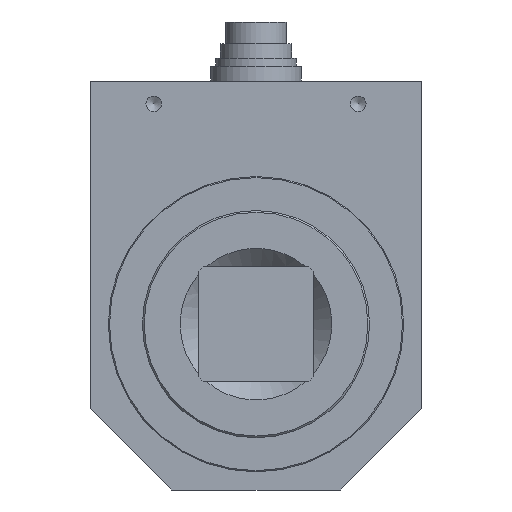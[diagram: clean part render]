
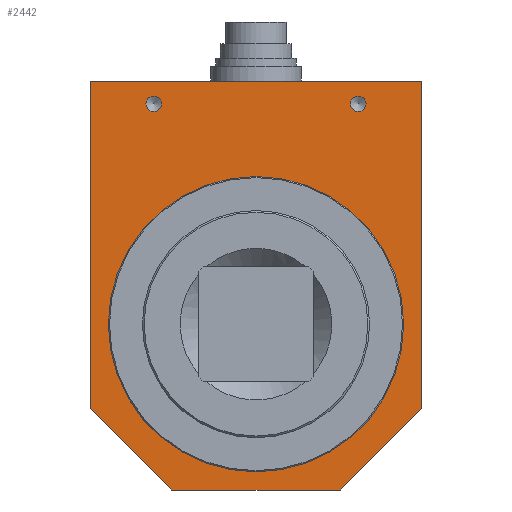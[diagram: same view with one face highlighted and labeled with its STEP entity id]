
A CAD part, left-side view. The second image highlights one B-rep face of the part: STEP entity #2442.
In plain terms, the highlighted planar face has unit normal (-1, 0, 0).
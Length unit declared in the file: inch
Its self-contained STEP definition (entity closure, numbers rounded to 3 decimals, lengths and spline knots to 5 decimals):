
#796=CARTESIAN_POINT('',(-0.865,-0.19882,2.27382));
#797=VERTEX_POINT('',#796);
#798=CARTESIAN_POINT('',(-0.865,-0.19882,2.20646));
#799=DIRECTION('',(1.0,0.0,0.0));
#800=DIRECTION('',(0.0,0.0,-1.0));
#801=AXIS2_PLACEMENT_3D('',#798,#799,#800);
#802=CIRCLE('',#801,0.06736);
#803=EDGE_CURVE('',#797,#797,#802,.T.);
#907=CARTESIAN_POINT('',(-0.865,1.57283,2.27382));
#908=VERTEX_POINT('',#907);
#909=CARTESIAN_POINT('',(-0.865,1.57283,2.20646));
#910=DIRECTION('',(1.0,0.0,0.0));
#911=DIRECTION('',(0.0,0.0,-1.0));
#912=AXIS2_PLACEMENT_3D('',#909,#910,#911);
#913=CIRCLE('',#912,0.06736);
#914=EDGE_CURVE('',#908,#908,#913,.T.);
#1746=CARTESIAN_POINT('',(-0.865,0.68701,1.57654));
#1747=VERTEX_POINT('',#1746);
#1748=CARTESIAN_POINT('',(-0.865,0.68701,0.29701));
#1749=DIRECTION('',(1.0,0.0,0.0));
#1750=DIRECTION('',(0.0,0.0,-1.0));
#1751=AXIS2_PLACEMENT_3D('',#1748,#1749,#1750);
#1752=CIRCLE('',#1751,1.27953);
#1753=EDGE_CURVE('',#1747,#1747,#1752,.T.);
#2321=CARTESIAN_POINT('',(-0.865,1.41535,-1.14));
#2322=VERTEX_POINT('',#2321);
#2330=CARTESIAN_POINT('',(-0.865,-0.04134,-1.14));
#2331=VERTEX_POINT('',#2330);
#2338=CARTESIAN_POINT('',(-0.865,1.41535,-1.14));
#2339=DIRECTION('',(0.0,-1.0,0.0));
#2340=VECTOR('',#2339,1.45669);
#2341=LINE('',#2338,#2340);
#2342=EDGE_CURVE('',#2322,#2331,#2341,.T.);
#2352=CARTESIAN_POINT('',(-0.865,-0.75,-0.43134));
#2353=VERTEX_POINT('',#2352);
#2361=CARTESIAN_POINT('',(-0.865,-0.75,2.40331));
#2362=VERTEX_POINT('',#2361);
#2369=CARTESIAN_POINT('',(-0.865,-0.75,-0.43134));
#2370=DIRECTION('',(0.0,0.0,1.0));
#2371=VECTOR('',#2370,2.83465);
#2372=LINE('',#2369,#2371);
#2373=EDGE_CURVE('',#2353,#2362,#2372,.T.);
#2391=CARTESIAN_POINT('',(-0.865,-0.75,-0.43134));
#2392=DIRECTION('',(0.0,0.707,-0.707));
#2393=VECTOR('',#2392,1.0022);
#2394=LINE('',#2391,#2393);
#2395=EDGE_CURVE('',#2353,#2331,#2394,.T.);
#2401=CARTESIAN_POINT('',(-0.865,0.68701,0.39543));
#2402=DIRECTION('',(1.0,0.0,0.0));
#2403=DIRECTION('',(0.0,0.0,-1.0));
#2404=AXIS2_PLACEMENT_3D('',#2401,#2402,#2403);
#2405=PLANE('',#2404);
#2406=CARTESIAN_POINT('',(-0.865,2.12402,-0.43134));
#2407=VERTEX_POINT('',#2406);
#2408=CARTESIAN_POINT('',(-0.865,1.41535,-1.14));
#2409=DIRECTION('',(0.0,0.707,0.707));
#2410=VECTOR('',#2409,1.0022);
#2411=LINE('',#2408,#2410);
#2412=EDGE_CURVE('',#2322,#2407,#2411,.T.);
#2413=ORIENTED_EDGE('',*,*,#2412,.F.);
#2414=ORIENTED_EDGE('',*,*,#2342,.T.);
#2415=ORIENTED_EDGE('',*,*,#2395,.F.);
#2416=ORIENTED_EDGE('',*,*,#2373,.T.);
#2417=CARTESIAN_POINT('',(-0.865,2.12402,2.40331));
#2418=VERTEX_POINT('',#2417);
#2419=CARTESIAN_POINT('',(-0.865,2.12402,2.40331));
#2420=DIRECTION('',(0.0,-1.0,0.0));
#2421=VECTOR('',#2420,2.87402);
#2422=LINE('',#2419,#2421);
#2423=EDGE_CURVE('',#2418,#2362,#2422,.T.);
#2424=ORIENTED_EDGE('',*,*,#2423,.F.);
#2425=CARTESIAN_POINT('',(-0.865,2.12402,2.40331));
#2426=DIRECTION('',(0.0,0.0,-1.0));
#2427=VECTOR('',#2426,2.83465);
#2428=LINE('',#2425,#2427);
#2429=EDGE_CURVE('',#2418,#2407,#2428,.T.);
#2430=ORIENTED_EDGE('',*,*,#2429,.T.);
#2431=EDGE_LOOP('',(#2413,#2414,#2415,#2416,#2424,#2430));
#2432=FACE_OUTER_BOUND('',#2431,.T.);
#2433=ORIENTED_EDGE('',*,*,#914,.T.);
#2434=EDGE_LOOP('',(#2433));
#2435=FACE_BOUND('',#2434,.T.);
#2436=ORIENTED_EDGE('',*,*,#803,.T.);
#2437=EDGE_LOOP('',(#2436));
#2438=FACE_BOUND('',#2437,.T.);
#2439=ORIENTED_EDGE('',*,*,#1753,.T.);
#2440=EDGE_LOOP('',(#2439));
#2441=FACE_BOUND('',#2440,.T.);
#2442=ADVANCED_FACE('',(#2432,#2435,#2438,#2441),#2405,.F.);
